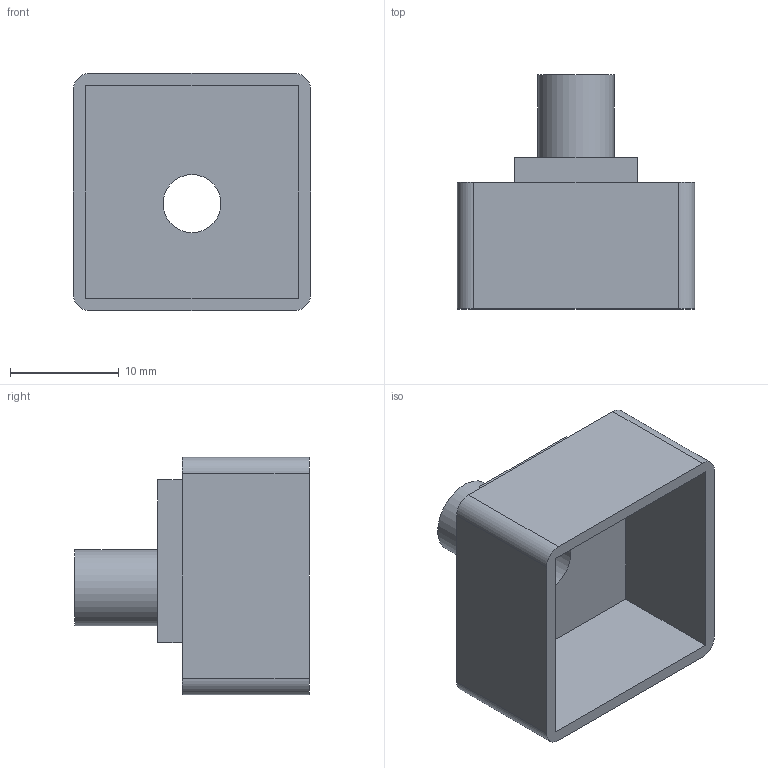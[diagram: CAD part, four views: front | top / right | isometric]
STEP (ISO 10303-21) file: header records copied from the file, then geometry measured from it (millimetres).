
FILE_DESCRIPTION(/* description */ (''),/* implementation_level */ '2;1');
FILE_NAME(/* name */ '2003926-reconstructed-HOUSING.step',/* time_stamp */ '2019-04-28T14:29:50-05:00',/* author */ (''),/* organization */ (''),/* preprocessor_version */ 'ST-DEVELOPER v18',/* originating_system */ 'Autodesk Translation Framework v8.2.0.1029',/* authorisation */ '');
FILE_SCHEMA (('AUTOMOTIVE_DESIGN { 1 0 10303 214 3 1 1 }'));
Length unit declared in the file: inch
Products named in the file (1): 2003926-reconstructed-HOUSING
Bounding box: 21.84 x 21.59 x 21.84 mm (x, y, z)
Volume: 2000.4 mm3; surface area: 3186 mm2
Topology: 1 solids, 1 shells, 23 faces, 54 edges, 36 vertices
Faces by surface type: plane 17, cylinder 6
Full cylindrical faces by diameter (mm): 5.334 x1, 7.01 x1
Entity records: 699 total; most frequent: DIRECTION 114, CARTESIAN_POINT 114, ORIENTED_EDGE 108, EDGE_CURVE 54, LINE 42, VECTOR 42, VERTEX_POINT 36, AXIS2_PLACEMENT_3D 36
